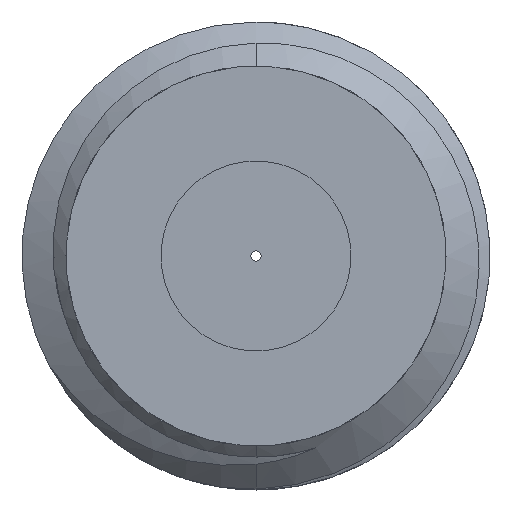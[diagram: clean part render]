
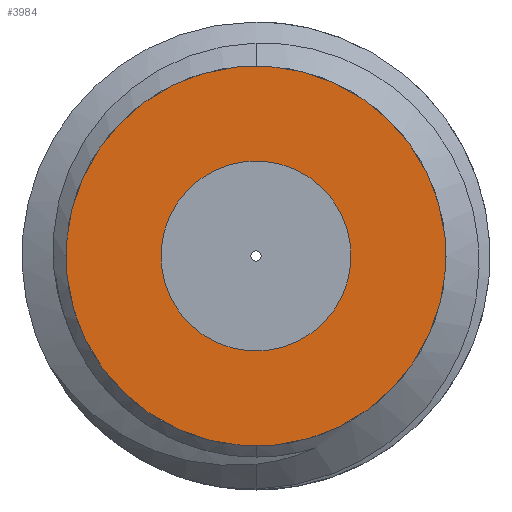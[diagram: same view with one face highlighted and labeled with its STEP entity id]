
A CAD part, front view. The second image highlights one B-rep face of the part: STEP entity #3984.
In plain terms, the highlighted face is planar.
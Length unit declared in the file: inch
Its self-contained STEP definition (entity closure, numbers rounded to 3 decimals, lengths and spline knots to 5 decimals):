
#183 = DIRECTION ( 'NONE',  ( 0., 0., -1. ) ) ;
#231 = ORIENTED_EDGE ( 'NONE', *, *, #2993, .T. ) ;
#347 = FACE_BOUND ( 'NONE', #598, .T. ) ;
#416 = EDGE_CURVE ( 'NONE', #2748, #566, #2194, .T. ) ;
#566 = VERTEX_POINT ( 'NONE', #920 ) ;
#598 = EDGE_LOOP ( 'NONE', ( #231, #2536 ) ) ;
#764 = DIRECTION ( 'NONE',  ( 0., 0., -1. ) ) ;
#773 = EDGE_CURVE ( 'NONE', #3929, #1959, #916, .T. ) ;
#832 = AXIS2_PLACEMENT_3D ( 'NONE', #4011, #904, #4367 ) ;
#846 = FACE_OUTER_BOUND ( 'NONE', #4030, .T. ) ;
#900 = DIRECTION ( 'NONE',  ( -1., 0., 0. ) ) ;
#904 = DIRECTION ( 'NONE',  ( 1., 0., 0. ) ) ;
#916 = CIRCLE ( 'NONE', #1966, 0.0625 ) ;
#920 = CARTESIAN_POINT ( 'NONE',  ( 0., 0., 0.125 ) ) ;
#1282 = AXIS2_PLACEMENT_3D ( 'NONE', #1669, #900, #2892 ) ;
#1348 = AXIS2_PLACEMENT_3D ( 'NONE', #3246, #2861, #4064 ) ;
#1404 = CIRCLE ( 'NONE', #1348, 0.125 ) ;
#1415 = DIRECTION ( 'NONE',  ( 1., 0., 0. ) ) ;
#1669 = CARTESIAN_POINT ( 'NONE',  ( 0., 0.125, 0. ) ) ;
#1942 = CARTESIAN_POINT ( 'NONE',  ( 0., 0., 0. ) ) ;
#1959 = VERTEX_POINT ( 'NONE', #1986 ) ;
#1966 = AXIS2_PLACEMENT_3D ( 'NONE', #2829, #1415, #764 ) ;
#1986 = CARTESIAN_POINT ( 'NONE',  ( 0., 0., -0.0625 ) ) ;
#2194 = CIRCLE ( 'NONE', #3890, 0.125 ) ;
#2283 = DIRECTION ( 'NONE',  ( 1., 0., 0. ) ) ;
#2536 = ORIENTED_EDGE ( 'NONE', *, *, #773, .T. ) ;
#2643 = ORIENTED_EDGE ( 'NONE', *, *, #3949, .F. ) ;
#2662 = CIRCLE ( 'NONE', #832, 0.0625 ) ;
#2748 = VERTEX_POINT ( 'NONE', #3926 ) ;
#2829 = CARTESIAN_POINT ( 'NONE',  ( 0., 0., 0. ) ) ;
#2861 = DIRECTION ( 'NONE',  ( 1., 0., 0. ) ) ;
#2892 = DIRECTION ( 'NONE',  ( 0., 0., 1. ) ) ;
#2927 = ORIENTED_EDGE ( 'NONE', *, *, #416, .F. ) ;
#2993 = EDGE_CURVE ( 'NONE', #1959, #3929, #2662, .T. ) ;
#3246 = CARTESIAN_POINT ( 'NONE',  ( 0., 0., 0. ) ) ;
#3428 = PLANE ( 'NONE',  #1282 ) ;
#3890 = AXIS2_PLACEMENT_3D ( 'NONE', #1942, #2283, #183 ) ;
#3926 = CARTESIAN_POINT ( 'NONE',  ( 0., 0., -0.125 ) ) ;
#3929 = VERTEX_POINT ( 'NONE', #4084 ) ;
#3949 = EDGE_CURVE ( 'NONE', #566, #2748, #1404, .T. ) ;
#3984 = ADVANCED_FACE ( 'NONE', ( #347, #846 ), #3428, .T. ) ;
#4011 = CARTESIAN_POINT ( 'NONE',  ( 0., 0., 0. ) ) ;
#4030 = EDGE_LOOP ( 'NONE', ( #2927, #2643 ) ) ;
#4064 = DIRECTION ( 'NONE',  ( 0., 0., -1. ) ) ;
#4084 = CARTESIAN_POINT ( 'NONE',  ( 0., 0., 0.0625 ) ) ;
#4367 = DIRECTION ( 'NONE',  ( 0., 0., -1. ) ) ;
